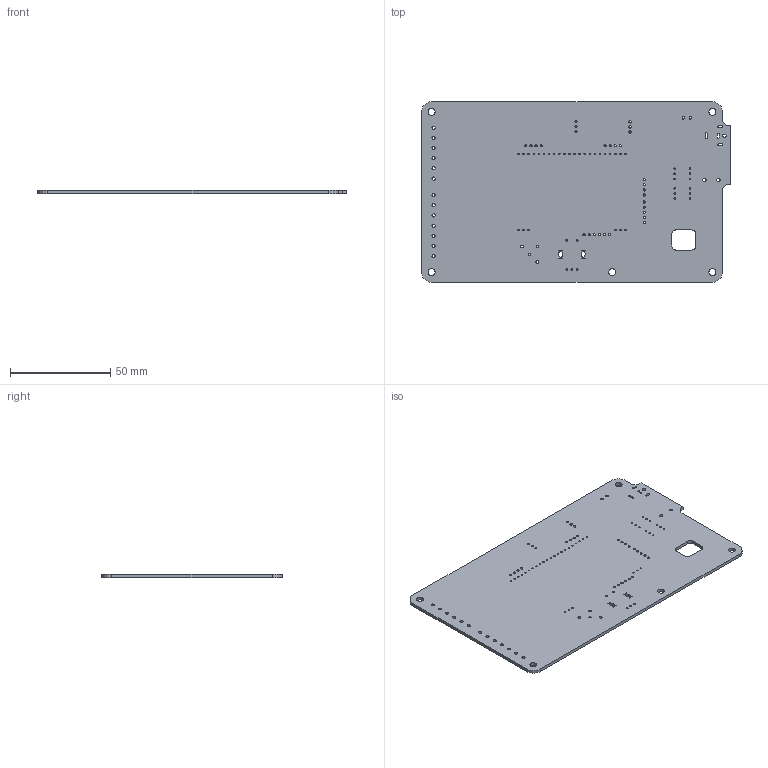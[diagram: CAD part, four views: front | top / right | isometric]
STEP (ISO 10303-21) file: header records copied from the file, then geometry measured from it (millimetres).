
FILE_DESCRIPTION(('Open CASCADE Model'),'2;1');
FILE_NAME('Open CASCADE Shape Model','2023-08-22T10:51:07',('Author'),( 'Open CASCADE'),'Open CASCADE STEP processor 6.8','Open CASCADE 6.8' ,'Unknown');
FILE_SCHEMA(('AUTOMOTIVE_DESIGN { 1 0 10303 214 1 1 1 1 }'));
Length unit declared in the file: millimetre
Products named in the file (1): PCB
Bounding box: 154 x 90 x 1.61 mm (x, y, z)
Volume: 21404.1 mm3; surface area: 28175.8 mm2
Topology: 1 solids, 1 shells, 161 faces, 473 edges, 310 vertices
Faces by surface type: cylinder 129, plane 32
Full cylindrical faces by diameter (mm): 0.75 x12, 0.78 x28, 1 x8, 1.1 x25, 1.2 x3, 1.3 x2, 1.4 x2, 1.6 x13, 1.7 x3, 3.5 x5
Entity records: 5960 total; most frequent: DIRECTION 1055, ORIENTED_EDGE 954, CARTESIAN_POINT 945, EDGE_CURVE 473, AXIS2_PLACEMENT_3D 420, FACE_BOUND 385, EDGE_LOOP 385, VERTEX_POINT 310
